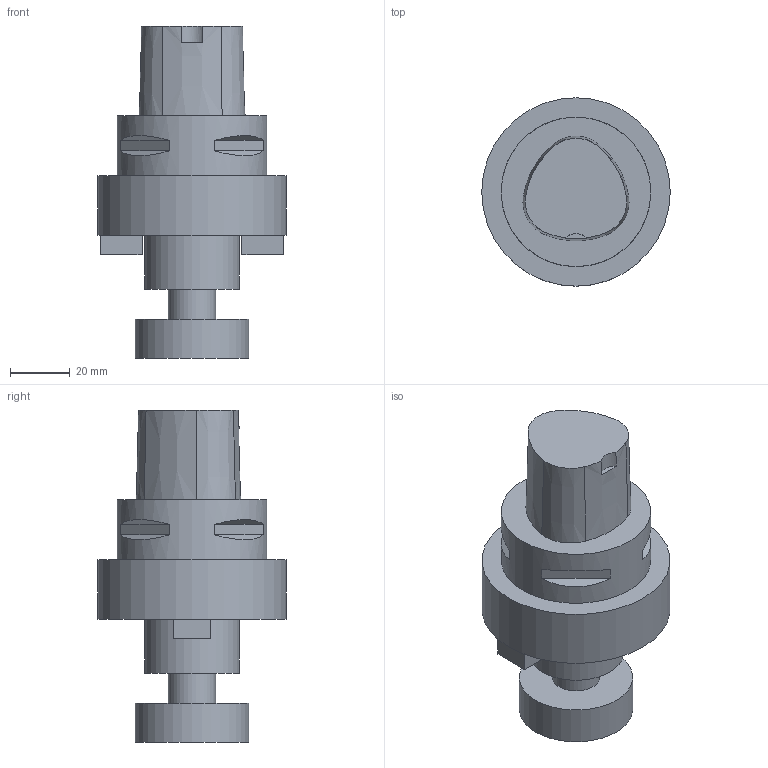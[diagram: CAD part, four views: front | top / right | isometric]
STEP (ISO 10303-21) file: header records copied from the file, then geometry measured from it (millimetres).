
FILE_DESCRIPTION(/* description */ ('3-D model version:1'),/* implementation_level */ '2;1');
FILE_NAME(/* name */ 'C5-A391.05C-31040',/* time_stamp */ '2016-12-02T13:56:41',/* author */ ('InteractiveCad'),/* organization */ ('AB Sandvik Coromant'),/* preprocessor_version */ 'ST-DEVELOPER v11',/* originating_system */ 'SIEMENS UGS NX 6.0',/* authorization */ '');
FILE_SCHEMA(('AUTOMOTIVE_DESIGN'));
Length unit declared in the file: millimetre
Products named in the file (1): C5_A391_05C_31040_SIM
Bounding box: 63 x 63 x 111 mm (x, y, z)
Volume: 161412.8 mm3; surface area: 23093.4 mm2
Topology: 1 solids, 1 shells, 42 faces, 89 edges, 60 vertices
Faces by surface type: plane 30, cylinder 6, cone 6
Full cylindrical faces by diameter (mm): 15.875 x1, 31.75 x1, 38 x1, 50 x1, 63 x1
Entity records: 1200 total; most frequent: DIRECTION 206, CARTESIAN_POINT 192, ORIENTED_EDGE 164, EDGE_CURVE 82, AXIS2_PLACEMENT_3D 80, EDGE_LOOP 58, VERTEX_POINT 58, LINE 46
